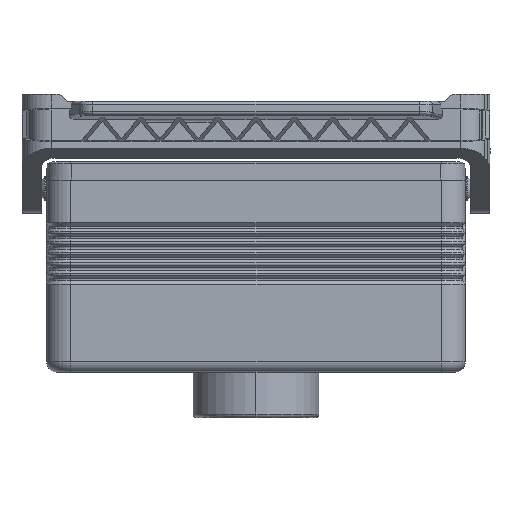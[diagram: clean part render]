
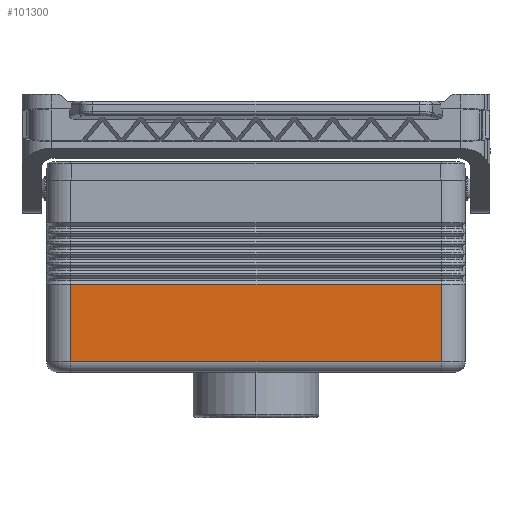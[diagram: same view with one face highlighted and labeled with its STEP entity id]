
A CAD part, front view. The second image highlights one B-rep face of the part: STEP entity #101300.
In plain terms, the highlighted face is planar.
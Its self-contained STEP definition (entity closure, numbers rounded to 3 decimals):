
#76640=CARTESIAN_POINT('',(0.,21.5,27.5));
#76650=DIRECTION('',(-0.,1.,0.));
#76660=DIRECTION('',(0.,0.,1.));
#76670=AXIS2_PLACEMENT_3D('',#76640,#76650,#76660);
#76680=PLANE('',#76670);
#76690=CARTESIAN_POINT('',(53.,21.5,0.));
#76700=DIRECTION('',(0.,0.,1.));
#76710=VECTOR('',#76700,1.);
#76720=LINE('',#76690,#76710);
#76850=CARTESIAN_POINT('',(-53.,21.5,0.));
#76860=DIRECTION('',(0.,0.,1.));
#76870=VECTOR('',#76860,1.);
#76880=LINE('',#76850,#76870);
#83470=CARTESIAN_POINT('',(53.,21.5,29.809));
#83480=VERTEX_POINT('',#83470);
#83510=CARTESIAN_POINT('',(0.,21.5,29.809));
#83520=DIRECTION('',(1.,0.,0.));
#83530=VECTOR('',#83520,1.);
#83540=LINE('',#83510,#83530);
#83550=CARTESIAN_POINT('',(-53.,21.5,29.809));
#83560=VERTEX_POINT('',#83550);
#83570=EDGE_CURVE('',#83560,#83480,#83540,.T.);
#95670=CARTESIAN_POINT('',(-53.,21.5,52.));
#95680=VERTEX_POINT('',#95670);
#95690=EDGE_CURVE('',#83560,#95680,#76880,.T.);
#97550=CARTESIAN_POINT('',(-53.,21.5,52.));
#97560=DIRECTION('',(1.,0.,0.));
#97570=VECTOR('',#97560,1.);
#97580=LINE('',#97550,#97570);
#97590=CARTESIAN_POINT('',(53.,21.5,52.));
#97600=VERTEX_POINT('',#97590);
#97610=EDGE_CURVE('',#95680,#97600,#97580,.T.);
#101230=ORIENTED_EDGE('',*,*,#95690,.T.);
#101240=ORIENTED_EDGE('',*,*,#83570,.F.);
#101250=EDGE_CURVE('',#83480,#97600,#76720,.T.);
#101260=ORIENTED_EDGE('',*,*,#101250,.F.);
#101270=ORIENTED_EDGE('',*,*,#97610,.T.);
#101280=EDGE_LOOP('',(#101270,#101260,#101240,#101230));
#101290=FACE_OUTER_BOUND('',#101280,.T.);
#101300=ADVANCED_FACE('',(#101290),#76680,.T.);
